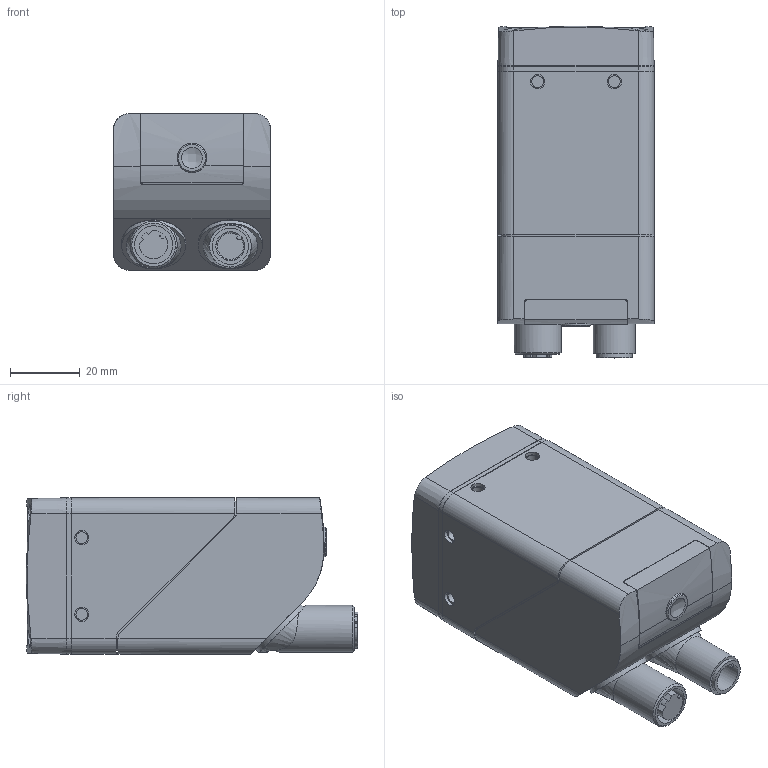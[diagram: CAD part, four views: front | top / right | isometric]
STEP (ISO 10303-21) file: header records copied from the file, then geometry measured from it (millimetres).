
FILE_DESCRIPTION (( 'STEP AP214' ), '1' );
FILE_NAME ('O2I5xx.STEP', '2024-01-10T10:49:59', ( '' ), ( '' ), 'SwSTEP 2.0', 'SolidWorks 2023', '' );
FILE_SCHEMA (( 'AUTOMOTIVE_DESIGN' ));
Length unit declared in the file: inch
Products named in the file (1): O2I5xx
Bounding box: 45 x 95.15 x 45 mm (x, y, z)
Volume: 163373.3 mm3; surface area: 25833.3 mm2
Topology: 1 solids, 1 shells, 335 faces, 858 edges, 574 vertices
Faces by surface type: plane 198, cylinder 117, cone 13, bspline 7
Full cylindrical faces by diameter (mm): 2 x2, 2.5 x4, 3.1 x4, 3.3 x8, 4.1 x8, 4.4 x4, 4.7 x2, 8.3 x1, 8.4 x1, 10.4 x1, 10.917 x1, 12 x1, 13.5 x1, 18.4 x2, 18.5 x2
Entity records: 12668 total; most frequent: CARTESIAN_POINT 4790, DIRECTION 1600, ORIENTED_EDGE 1566, EDGE_CURVE 783, AXIS2_PLACEMENT_3D 578, VERTEX_POINT 552, VECTOR 444, LINE 444
